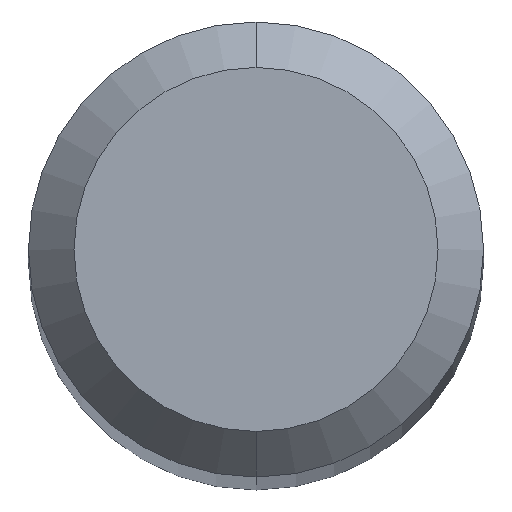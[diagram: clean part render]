
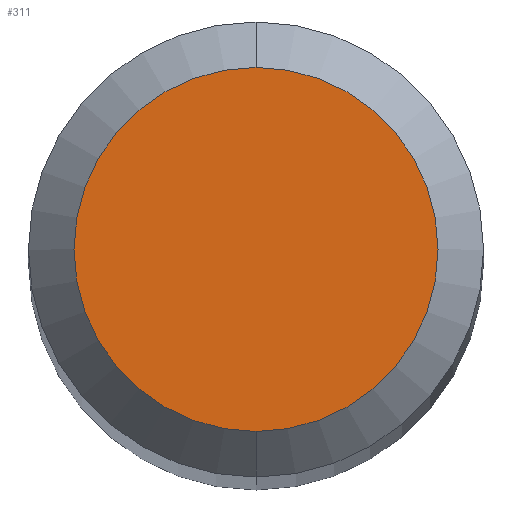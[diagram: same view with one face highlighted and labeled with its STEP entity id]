
A CAD part, top view. The second image highlights one B-rep face of the part: STEP entity #311.
In plain terms, the highlighted planar face has unit normal (0, 0, 1).
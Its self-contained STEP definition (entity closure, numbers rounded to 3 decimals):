
#191=EDGE_CURVE('',#365,#409,#500,.T.);
#209=EDGE_CURVE('',#409,#365,#519,.T.);
#311=ADVANCED_FACE('',(#633),#634,.T.);
#365=VERTEX_POINT('',#694);
#409=VERTEX_POINT('',#742);
#500=CIRCLE('',#844,1.2);
#519=CIRCLE('',#874,1.2);
#633=FACE_OUTER_BOUND('',#1066,.T.);
#634=PLANE('',#1067);
#694=CARTESIAN_POINT('',(0.0,1.2,0.0));
#742=CARTESIAN_POINT('',(0.,-1.2,0.0));
#844=AXIS2_PLACEMENT_3D('',#1471,#1472,#1473);
#874=AXIS2_PLACEMENT_3D('',#1494,#1495,#1496);
#1066=EDGE_LOOP('',(#1640,#1641));
#1067=AXIS2_PLACEMENT_3D('',#1642,#1643,#1644);
#1471=CARTESIAN_POINT('',(0.0,0.0,0.0));
#1472=DIRECTION('',(0.0,0.0,-1.0));
#1473=DIRECTION('',(0.0,1.0,0.0));
#1494=CARTESIAN_POINT('',(0.0,0.0,0.0));
#1495=DIRECTION('',(0.0,0.0,-1.0));
#1496=DIRECTION('',(0.0,1.0,0.0));
#1640=ORIENTED_EDGE('',*,*,#191,.F.);
#1641=ORIENTED_EDGE('',*,*,#209,.F.);
#1642=CARTESIAN_POINT('',(0.0,0.6,0.0));
#1643=DIRECTION('',(-0.0,0.0,1.0));
#1644=DIRECTION('',(0.0,-1.0,0.0));
